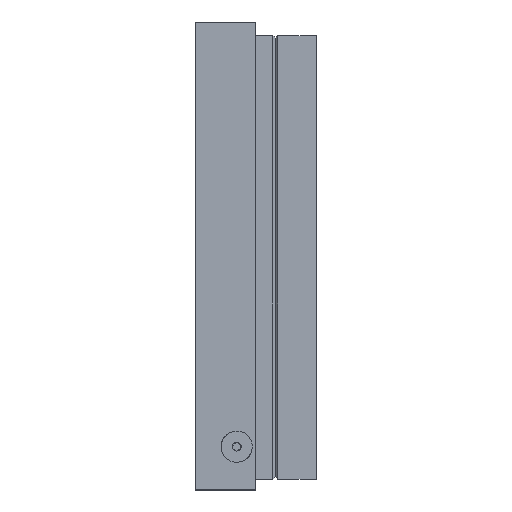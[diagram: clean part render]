
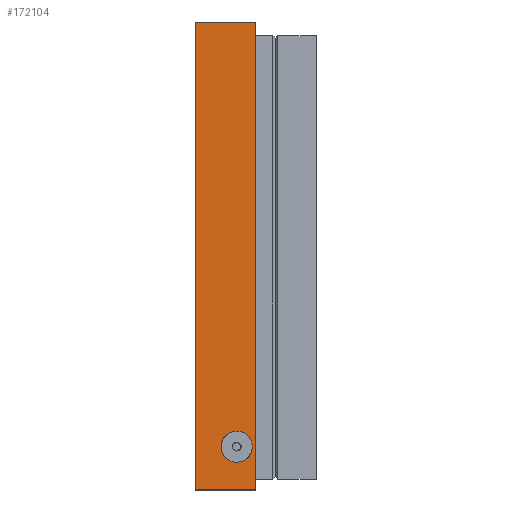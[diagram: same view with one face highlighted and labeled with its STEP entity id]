
A CAD part, left-side view. The second image highlights one B-rep face of the part: STEP entity #172104.
In plain terms, the highlighted planar face has unit normal (-1, 0, 0).
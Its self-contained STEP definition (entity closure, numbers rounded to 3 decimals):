
#8744 = AXIS2_PLACEMENT_3D ( 'NONE', #256349, #136820, #78316 ) ;
#26069 = CARTESIAN_POINT ( 'NONE',  ( -50.046, 22.068, 48.75 ) ) ;
#35651 = LINE ( 'NONE', #94204, #198699 ) ;
#35930 = LINE ( 'NONE', #235889, #108523 ) ;
#39681 = CARTESIAN_POINT ( 'NONE',  ( -50.046, 22.068, 48.75 ) ) ;
#46117 = CIRCLE ( 'NONE', #8744, 3.238 ) ;
#46607 = VERTEX_POINT ( 'NONE', #141561 ) ;
#46839 = EDGE_LOOP ( 'NONE', ( #128609 ) ) ;
#52092 = VERTEX_POINT ( 'NONE', #95312 ) ;
#53842 = DIRECTION ( 'NONE',  ( 0., 1., 0. ) ) ;
#68246 = ORIENTED_EDGE ( 'NONE', *, *, #199240, .F. ) ;
#77624 = CARTESIAN_POINT ( 'NONE',  ( -50.046, 22.068, 48.75 ) ) ;
#78316 = DIRECTION ( 'NONE',  ( 0., 1., 0. ) ) ;
#94204 = CARTESIAN_POINT ( 'NONE',  ( -50.046, 22.068, -48.25 ) ) ;
#95312 = CARTESIAN_POINT ( 'NONE',  ( -50.046, 34.568, 48.75 ) ) ;
#97186 = LINE ( 'NONE', #77624, #146787 ) ;
#108523 = VECTOR ( 'NONE', #197011, 1000. ) ;
#116659 = DIRECTION ( 'NONE',  ( 0., 1., 0. ) ) ;
#119032 = DIRECTION ( 'NONE',  ( 0., 1., 0. ) ) ;
#122819 = FACE_BOUND ( 'NONE', #46839, .T. ) ;
#128609 = ORIENTED_EDGE ( 'NONE', *, *, #174465, .F. ) ;
#132405 = EDGE_CURVE ( 'NONE', #250856, #164683, #242964, .T. ) ;
#136820 = DIRECTION ( 'NONE',  ( -1., 0., 0. ) ) ;
#139911 = CARTESIAN_POINT ( 'NONE',  ( -50.046, 22.068, -48.25 ) ) ;
#141561 = CARTESIAN_POINT ( 'NONE',  ( -50.046, 29.307, -39.25 ) ) ;
#143032 = DIRECTION ( 'NONE',  ( 0., 0., 1. ) ) ;
#144937 = PLANE ( 'NONE',  #206782 ) ;
#146787 = VECTOR ( 'NONE', #116659, 1000. ) ;
#150144 = ORIENTED_EDGE ( 'NONE', *, *, #183287, .T. ) ;
#164683 = VERTEX_POINT ( 'NONE', #247809 ) ;
#172104 = ADVANCED_FACE ( 'NONE', ( #122819, #183842 ), #144937, .T. ) ;
#174465 = EDGE_CURVE ( 'NONE', #46607, #46607, #46117, .T. ) ;
#177667 = ORIENTED_EDGE ( 'NONE', *, *, #132405, .T. ) ;
#183287 = EDGE_CURVE ( 'NONE', #164683, #52092, #97186, .T. ) ;
#183842 = FACE_OUTER_BOUND ( 'NONE', #234539, .T. ) ;
#197011 = DIRECTION ( 'NONE',  ( 0., 0., 1. ) ) ;
#198699 = VECTOR ( 'NONE', #53842, 1000. ) ;
#199240 = EDGE_CURVE ( 'NONE', #250856, #228327, #35651, .T. ) ;
#202070 = DIRECTION ( 'NONE',  ( -1., 0., 0. ) ) ;
#206782 = AXIS2_PLACEMENT_3D ( 'NONE', #39681, #202070, #119032 ) ;
#208586 = EDGE_CURVE ( 'NONE', #228327, #52092, #35930, .T. ) ;
#228327 = VERTEX_POINT ( 'NONE', #244145 ) ;
#234539 = EDGE_LOOP ( 'NONE', ( #240078, #68246, #177667, #150144 ) ) ;
#235889 = CARTESIAN_POINT ( 'NONE',  ( -50.046, 34.568, 48.75 ) ) ;
#240078 = ORIENTED_EDGE ( 'NONE', *, *, #208586, .F. ) ;
#242964 = LINE ( 'NONE', #26069, #244155 ) ;
#244145 = CARTESIAN_POINT ( 'NONE',  ( -50.046, 34.568, -48.25 ) ) ;
#244155 = VECTOR ( 'NONE', #143032, 1000. ) ;
#247809 = CARTESIAN_POINT ( 'NONE',  ( -50.046, 22.068, 48.75 ) ) ;
#250856 = VERTEX_POINT ( 'NONE', #139911 ) ;
#256349 = CARTESIAN_POINT ( 'NONE',  ( -50.046, 26.068, -39.25 ) ) ;
